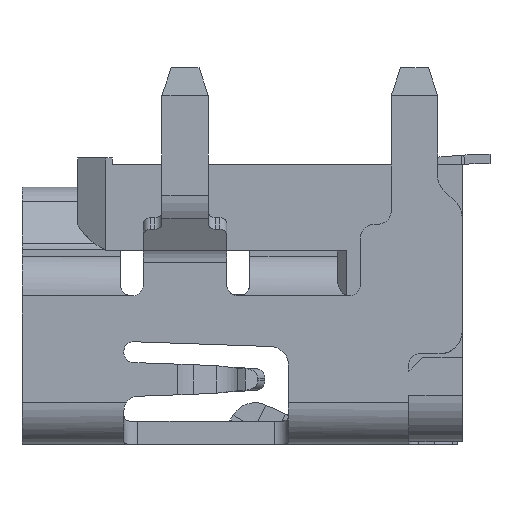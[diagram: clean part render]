
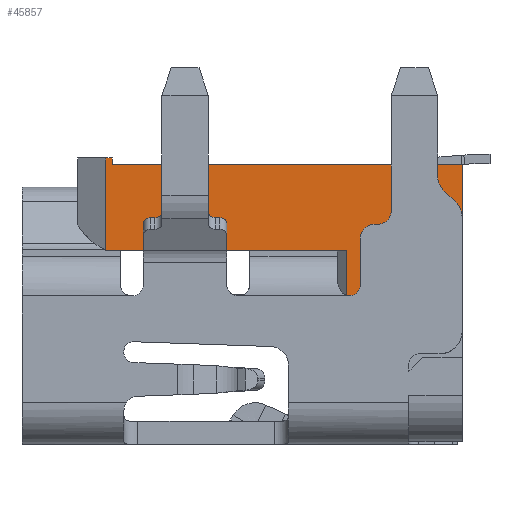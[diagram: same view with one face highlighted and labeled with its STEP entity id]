
A CAD part, left-side view. The second image highlights one B-rep face of the part: STEP entity #45857.
In plain terms, the highlighted planar face has unit normal (-1, 0, 0).
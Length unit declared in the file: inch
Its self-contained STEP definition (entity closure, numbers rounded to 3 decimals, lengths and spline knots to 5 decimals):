
#970 = EDGE_CURVE ( '7484', #45075, #3435, #14749, .T. ) ;
#2919 = VECTOR ( 'NONE', #23650, 39.37008 ) ;
#3435 = VERTEX_POINT ( 'NONE', #44292 ) ;
#4490 = EDGE_CURVE ( '7431', #22602, #3435, #25697, .T. ) ;
#4855 = FACE_OUTER_BOUND ( 'NONE', #43804, .T. ) ;
#4982 = DIRECTION ( 'NONE',  ( 0., 0., -1. ) ) ;
#6046 = ORIENTED_EDGE ( 'NONE', *, *, #970, .F. ) ;
#6370 = VECTOR ( 'NONE', #30469, 39.37008 ) ;
#6671 = ORIENTED_EDGE ( 'NONE', *, *, #40120, .T. ) ;
#6855 = DIRECTION ( 'NONE',  ( 0., 0., 1. ) ) ;
#8297 = CARTESIAN_POINT ( 'NONE',  ( -0.27362, -0.00787, 0.05571 ) ) ;
#8392 = CARTESIAN_POINT ( 'NONE',  ( -0.27362, -0.00787, 0.05571 ) ) ;
#10034 = DIRECTION ( 'NONE',  ( 0., 1., 0. ) ) ;
#11341 = VECTOR ( 'NONE', #6855, 39.37008 ) ;
#11950 = LINE ( 'NONE', #18709, #11341 ) ;
#12995 = LINE ( 'NONE', #22883, #43406 ) ;
#14143 = ORIENTED_EDGE ( 'NONE', *, *, #33281, .F. ) ;
#14165 = DIRECTION ( 'NONE',  ( -1., 0., 0. ) ) ;
#14749 = LINE ( 'NONE', #8392, #27792 ) ;
#15025 = EDGE_CURVE ( '7486', #48594, #45988, #31654, .T. ) ;
#15711 = CARTESIAN_POINT ( 'NONE',  ( -0.27362, -0.00787, -0.00768 ) ) ;
#16844 = VECTOR ( 'NONE', #33926, 39.37008 ) ;
#17872 = LINE ( 'NONE', #35134, #2919 ) ;
#18709 = CARTESIAN_POINT ( 'NONE',  ( -0.27362, 0.19094, 0.12815 ) ) ;
#19334 = ORIENTED_EDGE ( 'NONE', *, *, #43787, .T. ) ;
#19662 = EDGE_CURVE ( '7442', #26145, #37191, #11950, .T. ) ;
#20798 = CARTESIAN_POINT ( 'NONE',  ( -0.27362, 0.19094, 0.13406 ) ) ;
#20891 = LINE ( 'NONE', #8297, #37033 ) ;
#21154 = ORIENTED_EDGE ( 'NONE', *, *, #25509, .T. ) ;
#21661 = CARTESIAN_POINT ( 'NONE',  ( -0.27362, 0.19661, 0.13406 ) ) ;
#22602 = VERTEX_POINT ( 'NONE', #21661 ) ;
#22883 = CARTESIAN_POINT ( 'NONE',  ( -0.27362, -0.1063, -0.00768 ) ) ;
#23513 = CARTESIAN_POINT ( 'NONE',  ( -0.27362, -0.1063, -0.00768 ) ) ;
#23650 = DIRECTION ( 'NONE',  ( 0., -1., 0. ) ) ;
#25421 = CARTESIAN_POINT ( 'NONE',  ( -0.27362, 0.19094, 0.13406 ) ) ;
#25509 = EDGE_CURVE ( '7487', #48594, #43845, #12995, .T. ) ;
#25676 = AXIS2_PLACEMENT_3D ( 'NONE', #29944, #14165, #50109 ) ;
#25697 = LINE ( 'NONE', #50467, #6370 ) ;
#26145 = VERTEX_POINT ( 'NONE', #43306 ) ;
#27792 = VECTOR ( 'NONE', #35509, 39.37008 ) ;
#29944 = CARTESIAN_POINT ( 'NONE',  ( -0.27362, 0., -0.0876 ) ) ;
#30469 = DIRECTION ( 'NONE',  ( 0., 0., -1. ) ) ;
#30601 = CARTESIAN_POINT ( 'NONE',  ( -0.27362, -0.1063, 0.12815 ) ) ;
#31654 = LINE ( 'NONE', #41975, #37856 ) ;
#33281 = EDGE_CURVE ( '5730', #26145, #43845, #17872, .T. ) ;
#33926 = DIRECTION ( 'NONE',  ( 0., 1., 0. ) ) ;
#35134 = CARTESIAN_POINT ( 'NONE',  ( -0.27362, 0.19094, 0.12815 ) ) ;
#35509 = DIRECTION ( 'NONE',  ( 0., 1., 0. ) ) ;
#36604 = ORIENTED_EDGE ( 'NONE', *, *, #15025, .F. ) ;
#37033 = VECTOR ( 'NONE', #4982, 39.37008 ) ;
#37191 = VERTEX_POINT ( 'NONE', #20798 ) ;
#37856 = VECTOR ( 'NONE', #10034, 39.37008 ) ;
#37926 = LINE ( 'NONE', #25421, #16844 ) ;
#39086 = ORIENTED_EDGE ( 'NONE', *, *, #4490, .T. ) ;
#40120 = EDGE_CURVE ( '7485', #45075, #45988, #20891, .T. ) ;
#41136 = CARTESIAN_POINT ( 'NONE',  ( -0.27362, -0.00787, 0.05571 ) ) ;
#41975 = CARTESIAN_POINT ( 'NONE',  ( -0.27362, -0.1063, -0.00768 ) ) ;
#42556 = ORIENTED_EDGE ( 'NONE', *, *, #19662, .T. ) ;
#43306 = CARTESIAN_POINT ( 'NONE',  ( -0.27362, 0.19094, 0.12815 ) ) ;
#43406 = VECTOR ( 'NONE', #46903, 39.37008 ) ;
#43787 = EDGE_CURVE ( '7439', #37191, #22602, #37926, .T. ) ;
#43804 = EDGE_LOOP ( 'NONE', ( #19334, #39086, #6046, #6671, #36604, #21154, #14143, #42556 ) ) ;
#43845 = VERTEX_POINT ( 'NONE', #30601 ) ;
#44292 = CARTESIAN_POINT ( 'NONE',  ( -0.27362, 0.19661, 0.05571 ) ) ;
#45075 = VERTEX_POINT ( 'NONE', #41136 ) ;
#45857 = ADVANCED_FACE ( '4132', ( #4855 ), #46139, .T. ) ;
#45988 = VERTEX_POINT ( 'NONE', #15711 ) ;
#46139 = PLANE ( 'NONE',  #25676 ) ;
#46903 = DIRECTION ( 'NONE',  ( 0., 0., 1. ) ) ;
#48594 = VERTEX_POINT ( 'NONE', #23513 ) ;
#50109 = DIRECTION ( 'NONE',  ( 0., 0., -1. ) ) ;
#50467 = CARTESIAN_POINT ( 'NONE',  ( -0.27362, 0.19661, 0.13406 ) ) ;
